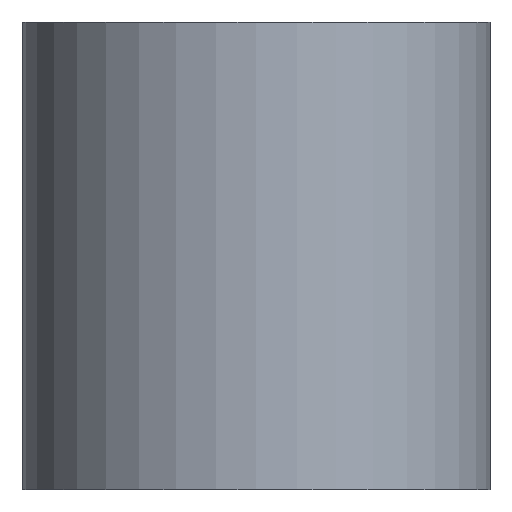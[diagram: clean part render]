
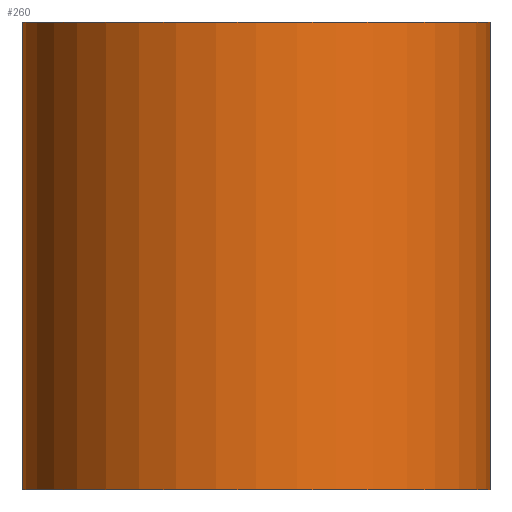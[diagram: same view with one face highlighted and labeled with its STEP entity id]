
A CAD part, front view. The second image highlights one B-rep face of the part: STEP entity #260.
In plain terms, the highlighted cylindrical face has radius 5 mm (diameter 10 mm), a partial arc.
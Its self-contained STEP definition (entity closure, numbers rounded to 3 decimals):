
#30=CYLINDRICAL_SURFACE('',#293,5.);
#41=FACE_OUTER_BOUND('',#56,.T.);
#56=EDGE_LOOP('',(#227,#228,#229,#230));
#73=LINE('',#400,#101);
#86=LINE('',#432,#114);
#101=VECTOR('',#325,10.);
#114=VECTOR('',#358,10.);
#120=CIRCLE('',#286,5.);
#123=CIRCLE('',#294,5.);
#135=VERTEX_POINT('',#397);
#136=VERTEX_POINT('',#399);
#140=VERTEX_POINT('',#410);
#145=VERTEX_POINT('',#430);
#160=EDGE_CURVE('',#136,#135,#73,.T.);
#167=EDGE_CURVE('',#135,#140,#120,.T.);
#176=EDGE_CURVE('',#145,#136,#123,.T.);
#177=EDGE_CURVE('',#140,#145,#86,.T.);
#227=ORIENTED_EDGE('',*,*,#176,.T.);
#228=ORIENTED_EDGE('',*,*,#160,.T.);
#229=ORIENTED_EDGE('',*,*,#167,.T.);
#230=ORIENTED_EDGE('',*,*,#177,.T.);
#260=ADVANCED_FACE('',(#41),#30,.T.);
#286=AXIS2_PLACEMENT_3D('',#412,#334,#335);
#293=AXIS2_PLACEMENT_3D('',#429,#354,#355);
#294=AXIS2_PLACEMENT_3D('',#431,#356,#357);
#325=DIRECTION('',(0.,0.,-1.));
#334=DIRECTION('center_axis',(0.,0.,1.));
#335=DIRECTION('ref_axis',(0.707,-0.707,0.));
#354=DIRECTION('center_axis',(0.,0.,1.));
#355=DIRECTION('ref_axis',(-0.707,-0.707,0.));
#356=DIRECTION('center_axis',(0.,0.,-1.));
#357=DIRECTION('ref_axis',(0.707,-0.707,0.));
#358=DIRECTION('',(0.,0.,1.));
#397=CARTESIAN_POINT('',(-4.989,5.,0.008));
#399=CARTESIAN_POINT('',(-4.989,5.,10.008));
#400=CARTESIAN_POINT('',(-4.989,5.,2.508));
#410=CARTESIAN_POINT('',(5.011,5.,0.008));
#412=CARTESIAN_POINT('Origin',(0.011,5.,0.008));
#429=CARTESIAN_POINT('Origin',(0.011,5.,2.508));
#430=CARTESIAN_POINT('',(5.011,5.,10.008));
#431=CARTESIAN_POINT('Origin',(0.011,5.,10.008));
#432=CARTESIAN_POINT('',(5.011,5.,7.508));
